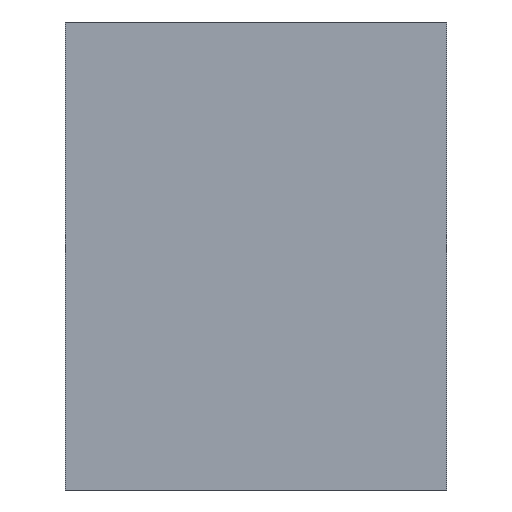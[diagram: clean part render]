
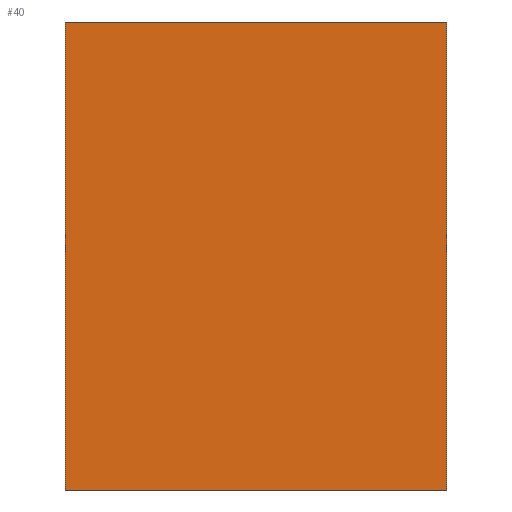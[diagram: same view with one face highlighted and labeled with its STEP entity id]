
A CAD part, left-side view. The second image highlights one B-rep face of the part: STEP entity #40.
In plain terms, the highlighted planar face has unit normal (-1, 0, 0).
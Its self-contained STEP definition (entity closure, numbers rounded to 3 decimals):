
#40 = ADVANCED_FACE( '', ( #80 ), #81, .F. );
#80 = FACE_OUTER_BOUND( '', #117, .T. );
#81 = PLANE( '', #118 );
#117 = EDGE_LOOP( '', ( #165, #166, #167, #168 ) );
#118 = AXIS2_PLACEMENT_3D( '', #169, #170, #171 );
#165 = ORIENTED_EDGE( '', *, *, #213, .T. );
#166 = ORIENTED_EDGE( '', *, *, #208, .F. );
#167 = ORIENTED_EDGE( '', *, *, #200, .F. );
#168 = ORIENTED_EDGE( '', *, *, #214, .T. );
#169 = CARTESIAN_POINT( '', ( -298., 31., 76. ) );
#170 = DIRECTION( '', ( 1., 0., 0. ) );
#171 = DIRECTION( '', ( 0., 0., -1. ) );
#200 = EDGE_CURVE( '', #226, #228, #229, .T. );
#208 = EDGE_CURVE( '', #228, #237, #241, .T. );
#213 = EDGE_CURVE( '', #247, #237, #248, .T. );
#214 = EDGE_CURVE( '', #226, #247, #249, .T. );
#226 = VERTEX_POINT( '', #262 );
#228 = VERTEX_POINT( '', #265 );
#229 = LINE( '', #266, #267 );
#237 = VERTEX_POINT( '', #277 );
#241 = LINE( '', #283, #284 );
#247 = VERTEX_POINT( '', #292 );
#248 = LINE( '', #293, #294 );
#249 = LINE( '', #295, #296 );
#262 = CARTESIAN_POINT( '', ( -298., 31., 76. ) );
#265 = CARTESIAN_POINT( '', ( -298., -31., 76. ) );
#266 = CARTESIAN_POINT( '', ( -298., 31., 76. ) );
#267 = VECTOR( '', #311, 1000. );
#277 = CARTESIAN_POINT( '', ( -298., -31., 0. ) );
#283 = CARTESIAN_POINT( '', ( -298., -31., 76. ) );
#284 = VECTOR( '', #319, 1000. );
#292 = CARTESIAN_POINT( '', ( -298., 31., 0. ) );
#293 = CARTESIAN_POINT( '', ( -298., 31., 0. ) );
#294 = VECTOR( '', #322, 1000. );
#295 = CARTESIAN_POINT( '', ( -298., 31., 76. ) );
#296 = VECTOR( '', #323, 1000. );
#311 = DIRECTION( '', ( 0., -1., 0. ) );
#319 = DIRECTION( '', ( 0., 0., -1. ) );
#322 = DIRECTION( '', ( 0., -1., 0. ) );
#323 = DIRECTION( '', ( 0., 0., -1. ) );
